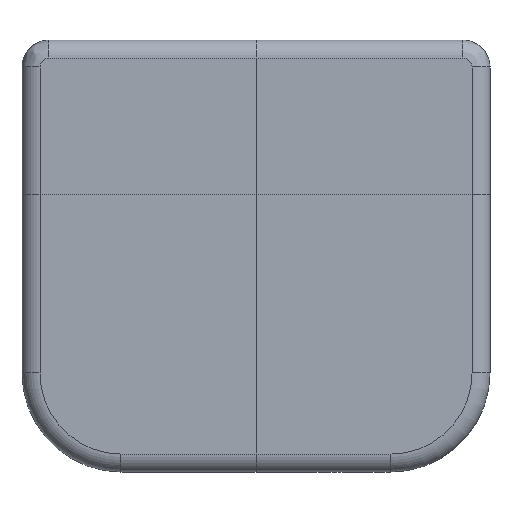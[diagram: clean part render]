
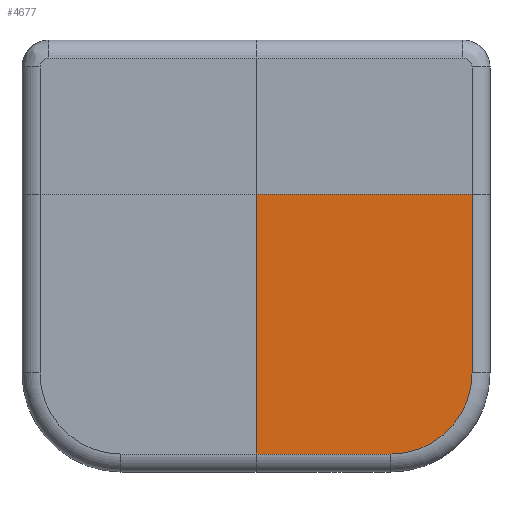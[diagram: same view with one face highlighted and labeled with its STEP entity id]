
A CAD part, front view. The second image highlights one B-rep face of the part: STEP entity #4677.
In plain terms, the highlighted planar face has unit normal (0, -1, 0).
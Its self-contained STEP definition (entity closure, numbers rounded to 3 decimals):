
#227=CIRCLE('',#4977,45.);
#568=FACE_OUTER_BOUND('',#848,.T.);
#848=EDGE_LOOP('',(#3458,#3459,#3460,#3461,#3462));
#1168=LINE('',#7537,#1582);
#1175=LINE('',#7552,#1589);
#1176=LINE('',#7555,#1590);
#1177=LINE('',#7556,#1591);
#1582=VECTOR('',#5812,10.);
#1589=VECTOR('',#5829,10.);
#1590=VECTOR('',#5832,10.);
#1591=VECTOR('',#5833,10.);
#1967=VERTEX_POINT('',#7435);
#1970=VERTEX_POINT('',#7440);
#2000=VERTEX_POINT('',#7535);
#2003=VERTEX_POINT('',#7550);
#2004=VERTEX_POINT('',#7554);
#2486=EDGE_CURVE('',#1970,#1967,#227,.T.);
#2530=EDGE_CURVE('',#2000,#1970,#1168,.T.);
#2538=EDGE_CURVE('',#1967,#2003,#1175,.T.);
#2539=EDGE_CURVE('',#2003,#2004,#1176,.T.);
#2540=EDGE_CURVE('',#2000,#2004,#1177,.T.);
#3458=ORIENTED_EDGE('',*,*,#2539,.F.);
#3459=ORIENTED_EDGE('',*,*,#2538,.F.);
#3460=ORIENTED_EDGE('',*,*,#2486,.F.);
#3461=ORIENTED_EDGE('',*,*,#2530,.F.);
#3462=ORIENTED_EDGE('',*,*,#2540,.T.);
#4492=PLANE('',#5025);
#4677=ADVANCED_FACE('',(#568),#4492,.T.);
#4977=AXIS2_PLACEMENT_3D('',#7442,#5704,#5705);
#5025=AXIS2_PLACEMENT_3D('',#7553,#5830,#5831);
#5704=DIRECTION('center_axis',(0.,1.,0.));
#5705=DIRECTION('ref_axis',(0.707,0.,-0.707));
#5812=DIRECTION('',(0.,0.,-1.));
#5829=DIRECTION('',(-1.,0.,0.));
#5830=DIRECTION('center_axis',(0.,-1.,0.));
#5831=DIRECTION('ref_axis',(1.,0.,0.));
#5832=DIRECTION('',(0.,0.,1.));
#5833=DIRECTION('',(-1.,0.,0.));
#7435=CARTESIAN_POINT('',(75.,-145.,10.));
#7440=CARTESIAN_POINT('',(120.,-145.,55.));
#7442=CARTESIAN_POINT('Origin',(75.,-145.,55.));
#7535=CARTESIAN_POINT('',(120.,-145.,154.371));
#7537=CARTESIAN_POINT('',(120.,-145.,0.));
#7550=CARTESIAN_POINT('',(0.,-145.,10.));
#7552=CARTESIAN_POINT('',(-65.,-145.,10.));
#7553=CARTESIAN_POINT('Origin',(-130.,-145.,0.));
#7554=CARTESIAN_POINT('',(0.,-145.,154.371));
#7555=CARTESIAN_POINT('',(0.,-145.,38.593));
#7556=CARTESIAN_POINT('',(-65.,-145.,154.371));
